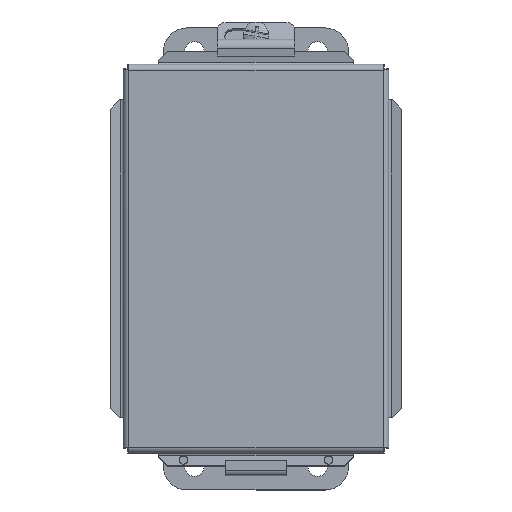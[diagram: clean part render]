
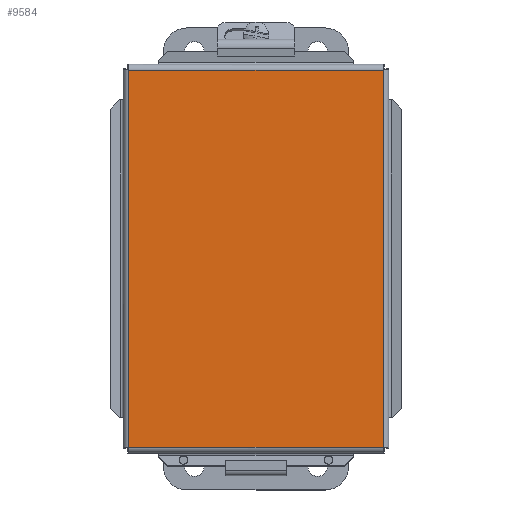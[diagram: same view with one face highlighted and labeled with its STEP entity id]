
A CAD part, top view. The second image highlights one B-rep face of the part: STEP entity #9584.
In plain terms, the highlighted face is planar.
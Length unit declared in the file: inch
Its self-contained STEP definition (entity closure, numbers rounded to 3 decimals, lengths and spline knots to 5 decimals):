
#8903=CARTESIAN_POINT('',(4.21675,0.09325,0.));
#8904=VERTEX_POINT('',#8903);
#8915=CARTESIAN_POINT('',(4.21675,6.21675,0.));
#8916=VERTEX_POINT('',#8915);
#8917=CARTESIAN_POINT('',(4.21675,6.21675,0.0));
#8918=DIRECTION('',(0.0,-1.0,0.0));
#8919=VECTOR('',#8918,6.1235);
#8920=LINE('',#8917,#8919);
#8921=EDGE_CURVE('',#8916,#8904,#8920,.T.);
#9081=CARTESIAN_POINT('',(0.09325,0.09325,0.0));
#9082=VERTEX_POINT('',#9081);
#9093=CARTESIAN_POINT('',(4.21675,0.09325,0.0));
#9094=DIRECTION('',(-1.0,0.0,0.0));
#9095=VECTOR('',#9094,4.1235);
#9096=LINE('',#9093,#9095);
#9097=EDGE_CURVE('',#8904,#9082,#9096,.T.);
#9250=CARTESIAN_POINT('',(0.09325,6.21675,0.));
#9251=VERTEX_POINT('',#9250);
#9262=CARTESIAN_POINT('',(0.09325,0.09325,0.0));
#9263=DIRECTION('',(0.0,1.0,0.0));
#9264=VECTOR('',#9263,6.1235);
#9265=LINE('',#9262,#9264);
#9266=EDGE_CURVE('',#9082,#9251,#9265,.T.);
#9429=CARTESIAN_POINT('',(0.09325,6.21675,0.0));
#9430=DIRECTION('',(1.0,0.0,0.0));
#9431=VECTOR('',#9430,4.1235);
#9432=LINE('',#9429,#9431);
#9433=EDGE_CURVE('',#9251,#8916,#9432,.T.);
#9573=CARTESIAN_POINT('',(2.155,3.155,0.0));
#9574=DIRECTION('',(0.0,0.0,1.0));
#9575=DIRECTION('',(1.0,0.0,0.0));
#9576=AXIS2_PLACEMENT_3D('',#9573,#9574,#9575);
#9577=PLANE('',#9576);
#9578=ORIENTED_EDGE('',*,*,#8921,.T.);
#9579=ORIENTED_EDGE('',*,*,#9097,.T.);
#9580=ORIENTED_EDGE('',*,*,#9266,.T.);
#9581=ORIENTED_EDGE('',*,*,#9433,.T.);
#9582=EDGE_LOOP('',(#9578,#9579,#9580,#9581));
#9583=FACE_OUTER_BOUND('',#9582,.T.);
#9584=ADVANCED_FACE('',(#9583),#9577,.F.);
